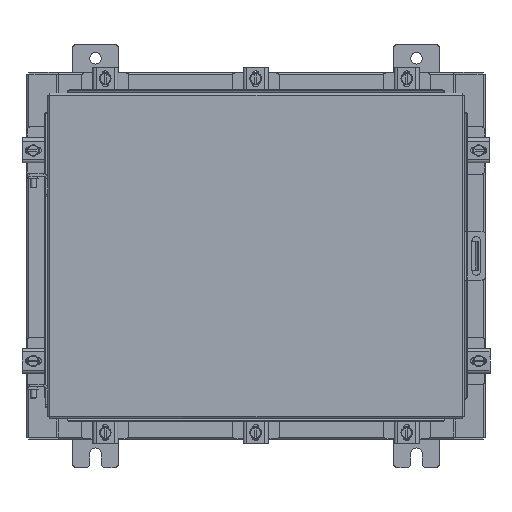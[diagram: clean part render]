
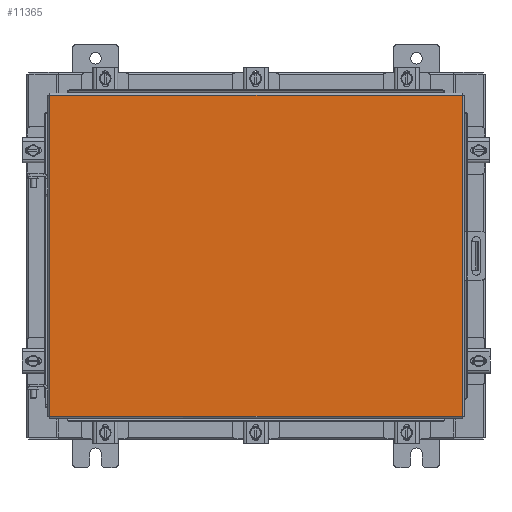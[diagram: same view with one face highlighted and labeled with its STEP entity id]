
A CAD part, top view. The second image highlights one B-rep face of the part: STEP entity #11365.
In plain terms, the highlighted planar face has unit normal (0, 0, 1).
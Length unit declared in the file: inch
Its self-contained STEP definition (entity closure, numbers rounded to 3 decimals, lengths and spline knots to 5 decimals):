
#1502 = VECTOR ( 'NONE', #19850, 39.37008 ) ;
#1850 = VECTOR ( 'NONE', #14241, 39.37008 ) ;
#2283 = DIRECTION ( 'NONE',  ( 1., 0., 0. ) ) ;
#3898 = DIRECTION ( 'NONE',  ( 0., 0., -1. ) ) ;
#4229 = ORIENTED_EDGE ( 'NONE', *, *, #19363, .T. ) ;
#5814 = CARTESIAN_POINT ( 'NONE',  ( 8.9903, 7.0063, 0. ) ) ;
#6408 = CARTESIAN_POINT ( 'NONE',  ( 8.9903, -7.0063, 0. ) ) ;
#6666 = EDGE_LOOP ( 'NONE', ( #16882, #4229, #9485, #7687 ) ) ;
#7687 = ORIENTED_EDGE ( 'NONE', *, *, #21152, .T. ) ;
#9230 = EDGE_CURVE ( 'NONE', #20814, #17898, #20567, .T. ) ;
#9485 = ORIENTED_EDGE ( 'NONE', *, *, #9230, .T. ) ;
#10430 = CARTESIAN_POINT ( 'NONE',  ( -8.9903, 7.0063, 0. ) ) ;
#11365 = ADVANCED_FACE ( 'NONE', ( #13621 ), #12410, .F. ) ;
#11503 = CARTESIAN_POINT ( 'NONE',  ( 8.9903, 7.0063, 0. ) ) ;
#12118 = VECTOR ( 'NONE', #2283, 39.37008 ) ;
#12410 = PLANE ( 'NONE',  #17708 ) ;
#12416 = CARTESIAN_POINT ( 'NONE',  ( -8.9903, -7.0063, 0. ) ) ;
#13394 = VERTEX_POINT ( 'NONE', #12416 ) ;
#13621 = FACE_OUTER_BOUND ( 'NONE', #6666, .T. ) ;
#14146 = CARTESIAN_POINT ( 'NONE',  ( 0., 0., 0. ) ) ;
#14241 = DIRECTION ( 'NONE',  ( -1., 0., 0. ) ) ;
#15569 = DIRECTION ( 'NONE',  ( 0., -1., 0. ) ) ;
#15832 = DIRECTION ( 'NONE',  ( -1., 0., 0. ) ) ;
#15936 = CARTESIAN_POINT ( 'NONE',  ( -8.9903, -7.0063, 0. ) ) ;
#16590 = VERTEX_POINT ( 'NONE', #6408 ) ;
#16683 = LINE ( 'NONE', #15936, #12118 ) ;
#16882 = ORIENTED_EDGE ( 'NONE', *, *, #17376, .T. ) ;
#17376 = EDGE_CURVE ( 'NONE', #13394, #16590, #16683, .T. ) ;
#17708 = AXIS2_PLACEMENT_3D ( 'NONE', #14146, #3898, #15832 ) ;
#17772 = LINE ( 'NONE', #10430, #21813 ) ;
#17898 = VERTEX_POINT ( 'NONE', #20734 ) ;
#19363 = EDGE_CURVE ( 'NONE', #16590, #20814, #20218, .T. ) ;
#19850 = DIRECTION ( 'NONE',  ( 0., 1., 0. ) ) ;
#20218 = LINE ( 'NONE', #21591, #1502 ) ;
#20567 = LINE ( 'NONE', #5814, #1850 ) ;
#20734 = CARTESIAN_POINT ( 'NONE',  ( -8.9903, 7.0063, 0. ) ) ;
#20814 = VERTEX_POINT ( 'NONE', #11503 ) ;
#21152 = EDGE_CURVE ( 'NONE', #17898, #13394, #17772, .T. ) ;
#21591 = CARTESIAN_POINT ( 'NONE',  ( 8.9903, -7.0063, 0. ) ) ;
#21813 = VECTOR ( 'NONE', #15569, 39.37008 ) ;
